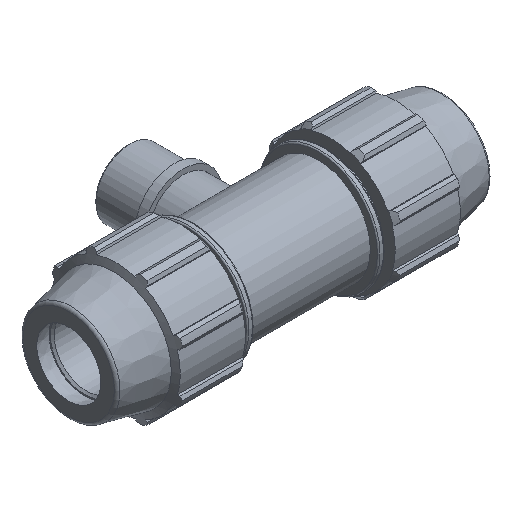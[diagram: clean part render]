
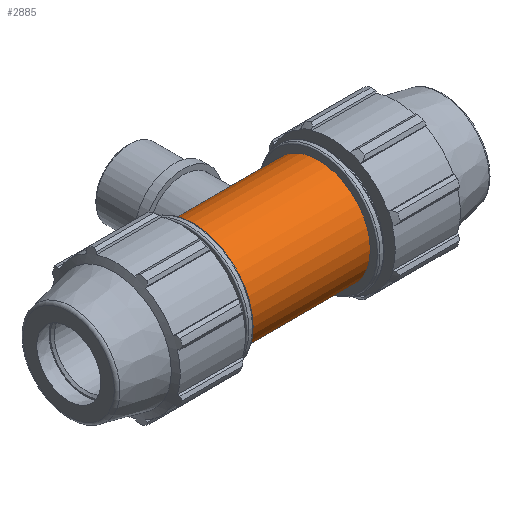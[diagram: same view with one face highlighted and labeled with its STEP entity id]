
A CAD part, isometric view. The second image highlights one B-rep face of the part: STEP entity #2885.
In plain terms, the highlighted cylindrical face has radius 20.25 mm (diameter 40.5 mm), a full revolution.
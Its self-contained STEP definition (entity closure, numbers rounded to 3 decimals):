
#217=CIRCLE('',#3003,20.25);
#273=CIRCLE('',#3133,20.25);
#733=FACE_BOUND('',#1082,.T.);
#734=FACE_BOUND('',#1083,.T.);
#890=FACE_OUTER_BOUND('',#1081,.T.);
#1081=EDGE_LOOP('',(#2500));
#1082=EDGE_LOOP('',(#2501));
#1083=EDGE_LOOP('',(#2502));
#1109=B_SPLINE_CURVE_WITH_KNOTS('',3,(#3981,#3982,#3983,#3984,#3985,#3986,
#3987,#3988,#3989,#3990,#3991,#3992,#3993,#3994,#3995,#3996,#3997,#3998,
#3999,#4000,#4001,#4002,#4003,#4004,#4005,#4006,#4007,#4008,#4009,#4010,
#4011,#4012,#4013,#4014),.UNSPECIFIED.,.T.,.F.,(4,2,2,2,2,2,2,2,2,2,2,2,
2,2,2,2,4),(0.,0.355,0.709,1.064,1.418,
1.772,2.126,2.481,2.835,3.19,
3.545,3.899,4.253,4.607,4.961,
5.316,5.671),.UNSPECIFIED.);
#1114=VERTEX_POINT('',#3980);
#1238=VERTEX_POINT('',#4421);
#1366=VERTEX_POINT('',#4880);
#1384=EDGE_CURVE('',#1114,#1114,#1109,.T.);
#1555=EDGE_CURVE('',#1238,#1238,#217,.T.);
#1748=EDGE_CURVE('',#1366,#1366,#273,.T.);
#2500=ORIENTED_EDGE('',*,*,#1555,.T.);
#2501=ORIENTED_EDGE('',*,*,#1384,.T.);
#2502=ORIENTED_EDGE('',*,*,#1748,.F.);
#2574=CYLINDRICAL_SURFACE('',#3158,20.25);
#2885=ADVANCED_FACE('',(#890,#733,#734),#2574,.T.);
#3003=AXIS2_PLACEMENT_3D('',#4422,#3472,#3473);
#3133=AXIS2_PLACEMENT_3D('',#4881,#3837,#3838);
#3158=AXIS2_PLACEMENT_3D('',#4910,#3887,#3888);
#3472=DIRECTION('center_axis',(1.,0.,0.));
#3473=DIRECTION('ref_axis',(0.,0.,-1.));
#3837=DIRECTION('center_axis',(1.,0.,0.));
#3838=DIRECTION('ref_axis',(0.,0.,-1.));
#3887=DIRECTION('center_axis',(1.,0.,0.));
#3888=DIRECTION('ref_axis',(0.,1.,0.));
#3980=CARTESIAN_POINT('',(0.,18.012,-9.254));
#3981=CARTESIAN_POINT('Ctrl Pts',(0.,18.012,
-9.254));
#3982=CARTESIAN_POINT('Ctrl Pts',(1.182,18.012,-9.254));
#3983=CARTESIAN_POINT('Ctrl Pts',(2.429,18.14,-9.014));
#3984=CARTESIAN_POINT('Ctrl Pts',(4.702,18.582,-8.065));
#3985=CARTESIAN_POINT('Ctrl Pts',(5.731,18.886,-7.357));
#3986=CARTESIAN_POINT('Ctrl Pts',(7.355,19.441,-5.733));
#3987=CARTESIAN_POINT('Ctrl Pts',(8.065,19.73,-4.703));
#3988=CARTESIAN_POINT('Ctrl Pts',(9.015,20.137,-2.428));
#3989=CARTESIAN_POINT('Ctrl Pts',(9.254,20.25,-1.18));
#3990=CARTESIAN_POINT('Ctrl Pts',(9.254,20.25,1.18));
#3991=CARTESIAN_POINT('Ctrl Pts',(9.015,20.137,2.428));
#3992=CARTESIAN_POINT('Ctrl Pts',(8.065,19.73,4.703));
#3993=CARTESIAN_POINT('Ctrl Pts',(7.355,19.441,5.733));
#3994=CARTESIAN_POINT('Ctrl Pts',(5.731,18.886,7.357));
#3995=CARTESIAN_POINT('Ctrl Pts',(4.702,18.582,8.065));
#3996=CARTESIAN_POINT('Ctrl Pts',(2.429,18.14,9.014));
#3997=CARTESIAN_POINT('Ctrl Pts',(1.182,18.012,9.254));
#3998=CARTESIAN_POINT('Ctrl Pts',(-1.182,18.012,9.254));
#3999=CARTESIAN_POINT('Ctrl Pts',(-2.429,18.14,9.014));
#4000=CARTESIAN_POINT('Ctrl Pts',(-4.702,18.582,8.065));
#4001=CARTESIAN_POINT('Ctrl Pts',(-5.731,18.886,7.357));
#4002=CARTESIAN_POINT('Ctrl Pts',(-7.355,19.441,5.733));
#4003=CARTESIAN_POINT('Ctrl Pts',(-8.065,19.73,4.703));
#4004=CARTESIAN_POINT('Ctrl Pts',(-9.015,20.137,2.428));
#4005=CARTESIAN_POINT('Ctrl Pts',(-9.254,20.25,1.18));
#4006=CARTESIAN_POINT('Ctrl Pts',(-9.254,20.25,-1.18));
#4007=CARTESIAN_POINT('Ctrl Pts',(-9.015,20.137,-2.428));
#4008=CARTESIAN_POINT('Ctrl Pts',(-8.065,19.73,-4.703));
#4009=CARTESIAN_POINT('Ctrl Pts',(-7.355,19.441,-5.733));
#4010=CARTESIAN_POINT('Ctrl Pts',(-5.731,18.886,-7.357));
#4011=CARTESIAN_POINT('Ctrl Pts',(-4.702,18.582,-8.065));
#4012=CARTESIAN_POINT('Ctrl Pts',(-2.429,18.14,-9.014));
#4013=CARTESIAN_POINT('Ctrl Pts',(-1.182,18.012,-9.254));
#4014=CARTESIAN_POINT('Ctrl Pts',(0.,18.012,
-9.254));
#4421=CARTESIAN_POINT('',(-24.333,20.25,0.));
#4422=CARTESIAN_POINT('Origin',(-24.333,0.,
0.));
#4880=CARTESIAN_POINT('',(24.333,20.25,0.));
#4881=CARTESIAN_POINT('Origin',(24.333,0.,0.));
#4910=CARTESIAN_POINT('Origin',(12.167,0.,0.));
